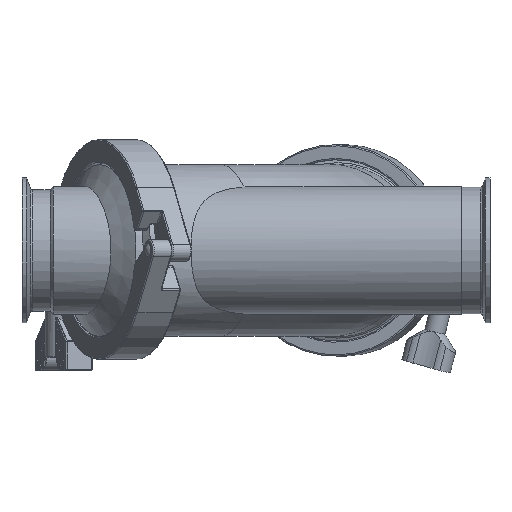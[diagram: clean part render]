
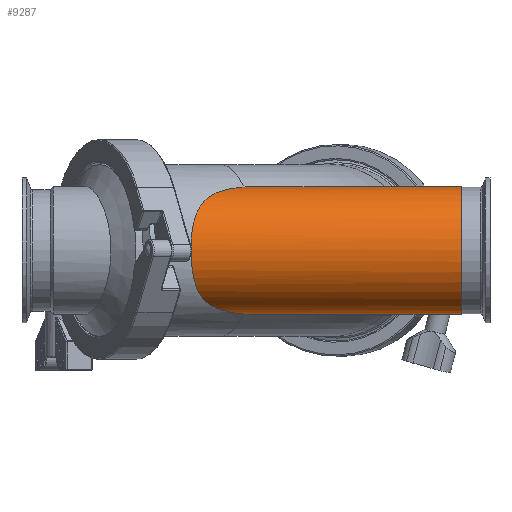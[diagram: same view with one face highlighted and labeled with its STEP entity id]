
A CAD part, front view. The second image highlights one B-rep face of the part: STEP entity #9287.
In plain terms, the highlighted cylindrical face has radius 40.15 mm (diameter 80.3 mm), a full revolution.
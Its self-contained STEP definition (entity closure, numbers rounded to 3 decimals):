
#507=B_SPLINE_CURVE_WITH_KNOTS('',3,(#14480,#14481,#14482,#14483,#14484,
#14485,#14486,#14487,#14488,#14489,#14490,#14491,#14492,#14493,#14494,#14495,
#14496,#14497,#14498,#14499,#14500,#14501,#14502,#14503,#14504,#14505,#14506,
#14507),.UNSPECIFIED.,.F.,.F.,(4,2,2,2,2,2,2,2,2,2,2,2,2,4),(-34.59,
-33.567,-32.404,-30.8,-28.807,
-27.552,-26.672,-25.871,-24.965,
-23.766,-21.858,-20.593,-19.65,
-18.857),.UNSPECIFIED.);
#509=B_SPLINE_CURVE_WITH_KNOTS('',3,(#14552,#14553,#14554,#14555,#14556,
#14557,#14558,#14559,#14560,#14561,#14562,#14563,#14564,#14565,#14566,#14567,
#14568,#14569),.UNSPECIFIED.,.F.,.F.,(4,2,2,2,2,2,2,2,4),(8.018,
8.728,9.438,10.148,10.858,12.153,
13.447,14.742,14.888),.UNSPECIFIED.);
#510=B_SPLINE_CURVE_WITH_KNOTS('',3,(#14570,#14571,#14572,#14573,#14574,
#14575,#14576,#14577,#14578,#14579,#14580,#14581,#14582,#14583,#14584,#14585,
#14586,#14587),.UNSPECIFIED.,.F.,.F.,(4,2,2,2,2,2,2,2,4),(1.149,
1.295,2.589,3.884,5.178,5.888,
6.598,7.308,8.018),.UNSPECIFIED.);
#772=FACE_OUTER_BOUND('',#1374,.T.);
#1374=EDGE_LOOP('',(#5941,#5942,#5943,#5944,#5945,#5946,#5947));
#1996=LINE('',#14551,#2475);
#2475=VECTOR('',#11456,40.15);
#2980=CIRCLE('',#10141,40.15);
#2981=CIRCLE('',#10142,40.15);
#3611=VERTEX_POINT('',#14472);
#3614=VERTEX_POINT('',#14478);
#3619=VERTEX_POINT('',#14546);
#3620=VERTEX_POINT('',#14547);
#3621=VERTEX_POINT('',#14550);
#4475=EDGE_CURVE('',#3614,#3611,#507,.T.);
#4481=EDGE_CURVE('',#3619,#3620,#2980,.T.);
#4482=EDGE_CURVE('',#3620,#3619,#2981,.T.);
#4483=EDGE_CURVE('',#3620,#3621,#1996,.T.);
#4484=EDGE_CURVE('',#3611,#3621,#509,.F.);
#4485=EDGE_CURVE('',#3621,#3614,#510,.F.);
#5941=ORIENTED_EDGE('',*,*,#4481,.F.);
#5942=ORIENTED_EDGE('',*,*,#4482,.F.);
#5943=ORIENTED_EDGE('',*,*,#4483,.T.);
#5944=ORIENTED_EDGE('',*,*,#4484,.F.);
#5945=ORIENTED_EDGE('',*,*,#4475,.F.);
#5946=ORIENTED_EDGE('',*,*,#4485,.F.);
#5947=ORIENTED_EDGE('',*,*,#4483,.F.);
#8613=CYLINDRICAL_SURFACE('',#10140,40.15);
#9287=ADVANCED_FACE('',(#772),#8613,.T.);
#10140=AXIS2_PLACEMENT_3D('',#14545,#11450,#11451);
#10141=AXIS2_PLACEMENT_3D('',#14548,#11452,#11453);
#10142=AXIS2_PLACEMENT_3D('',#14549,#11454,#11455);
#11450=DIRECTION('center_axis',(1.,0.,0.));
#11451=DIRECTION('ref_axis',(0.,1.,0.));
#11452=DIRECTION('center_axis',(1.,0.,0.));
#11453=DIRECTION('ref_axis',(0.,1.,0.));
#11454=DIRECTION('center_axis',(1.,0.,0.));
#11455=DIRECTION('ref_axis',(0.,1.,0.));
#11456=DIRECTION('',(-1.,0.,0.));
#14472=CARTESIAN_POINT('',(-38.024,-5.356,-39.791));
#14478=CARTESIAN_POINT('',(-38.024,-5.356,39.791));
#14480=CARTESIAN_POINT('Ctrl Pts',(-38.024,-5.356,
39.791));
#14481=CARTESIAN_POINT('Ctrl Pts',(-33.644,-2.918,
40.119));
#14482=CARTESIAN_POINT('Ctrl Pts',(-29.244,-0.485,
40.219));
#14483=CARTESIAN_POINT('Ctrl Pts',(-19.916,4.645,39.974));
#14484=CARTESIAN_POINT('Ctrl Pts',(-14.924,7.375,39.564));
#14485=CARTESIAN_POINT('Ctrl Pts',(-3.299,13.756,37.913));
#14486=CARTESIAN_POINT('Ctrl Pts',(3.507,17.517,36.377));
#14487=CARTESIAN_POINT('Ctrl Pts',(17.855,25.632,31.353));
#14488=CARTESIAN_POINT('Ctrl Pts',(24.415,29.48,27.747));
#14489=CARTESIAN_POINT('Ctrl Pts',(32.681,34.438,20.897));
#14490=CARTESIAN_POINT('Ctrl Pts',(35.61,36.23,17.743));
#14491=CARTESIAN_POINT('Ctrl Pts',(39.397,38.573,11.479));
#14492=CARTESIAN_POINT('Ctrl Pts',(40.601,39.326,8.652));
#14493=CARTESIAN_POINT('Ctrl Pts',(41.908,40.146,2.854));
#14494=CARTESIAN_POINT('Ctrl Pts',(42.072,40.249,0.038));
#14495=CARTESIAN_POINT('Ctrl Pts',(41.411,39.834,-5.953));
#14496=CARTESIAN_POINT('Ctrl Pts',(40.477,39.247,-8.944));
#14497=CARTESIAN_POINT('Ctrl Pts',(37.333,37.293,-15.359));
#14498=CARTESIAN_POINT('Ctrl Pts',(34.685,35.656,-18.861));
#14499=CARTESIAN_POINT('Ctrl Pts',(25.521,30.126,-27.248));
#14500=CARTESIAN_POINT('Ctrl Pts',(17.824,25.596,-31.551));
#14501=CARTESIAN_POINT('Ctrl Pts',(1.978,16.667,-36.759));
#14502=CARTESIAN_POINT('Ctrl Pts',(-4.66,13.007,-38.163));
#14503=CARTESIAN_POINT('Ctrl Pts',(-16.043,6.762,-39.671));
#14504=CARTESIAN_POINT('Ctrl Pts',(-20.962,4.071,-40.032));
#14505=CARTESIAN_POINT('Ctrl Pts',(-29.899,-0.847,
-40.204));
#14506=CARTESIAN_POINT('Ctrl Pts',(-33.982,-3.107,
-40.094));
#14507=CARTESIAN_POINT('Ctrl Pts',(-38.024,-5.356,
-39.791));
#14545=CARTESIAN_POINT('Origin',(116.35,0.,0.));
#14546=CARTESIAN_POINT('',(98.25,40.15,0.));
#14547=CARTESIAN_POINT('',(98.25,-40.15,0.));
#14548=CARTESIAN_POINT('Origin',(98.25,0.,0.));
#14549=CARTESIAN_POINT('Origin',(98.25,0.,0.));
#14550=CARTESIAN_POINT('',(-71.246,-40.15,0.));
#14551=CARTESIAN_POINT('',(116.35,-40.15,0.));
#14552=CARTESIAN_POINT('Ctrl Pts',(-71.246,-40.15,0.));
#14553=CARTESIAN_POINT('Ctrl Pts',(-71.246,-40.15,-2.366));
#14554=CARTESIAN_POINT('Ctrl Pts',(-71.165,-39.937,
-4.813));
#14555=CARTESIAN_POINT('Ctrl Pts',(-70.81,-39.045,
-9.674));
#14556=CARTESIAN_POINT('Ctrl Pts',(-70.536,-38.367,
-12.089));
#14557=CARTESIAN_POINT('Ctrl Pts',(-69.753,-36.591,
-16.71));
#14558=CARTESIAN_POINT('Ctrl Pts',(-69.244,-35.493,-18.92));
#14559=CARTESIAN_POINT('Ctrl Pts',(-67.958,-33.001,
-22.993));
#14560=CARTESIAN_POINT('Ctrl Pts',(-67.178,-31.608,
-24.855));
#14561=CARTESIAN_POINT('Ctrl Pts',(-64.621,-27.533,
-29.493));
#14562=CARTESIAN_POINT('Ctrl Pts',(-62.485,-24.646,
-31.878));
#14563=CARTESIAN_POINT('Ctrl Pts',(-57.208,-18.923,
-35.574));
#14564=CARTESIAN_POINT('Ctrl Pts',(-54.066,-16.092,
-36.891));
#14565=CARTESIAN_POINT('Ctrl Pts',(-47.108,-10.815,
-38.767));
#14566=CARTESIAN_POINT('Ctrl Pts',(-43.29,-8.354,
-39.337));
#14567=CARTESIAN_POINT('Ctrl Pts',(-38.915,-5.854,-39.722));
#14568=CARTESIAN_POINT('Ctrl Pts',(-38.47,-5.604,
-39.758));
#14569=CARTESIAN_POINT('Ctrl Pts',(-38.024,-5.356,
-39.791));
#14570=CARTESIAN_POINT('Ctrl Pts',(-38.024,-5.356,
39.791));
#14571=CARTESIAN_POINT('Ctrl Pts',(-38.47,-5.604,
39.758));
#14572=CARTESIAN_POINT('Ctrl Pts',(-38.915,-5.854,39.722));
#14573=CARTESIAN_POINT('Ctrl Pts',(-43.29,-8.354,
39.337));
#14574=CARTESIAN_POINT('Ctrl Pts',(-47.108,-10.815,
38.767));
#14575=CARTESIAN_POINT('Ctrl Pts',(-54.066,-16.092,
36.891));
#14576=CARTESIAN_POINT('Ctrl Pts',(-57.208,-18.923,
35.574));
#14577=CARTESIAN_POINT('Ctrl Pts',(-62.485,-24.646,
31.878));
#14578=CARTESIAN_POINT('Ctrl Pts',(-64.621,-27.533,
29.493));
#14579=CARTESIAN_POINT('Ctrl Pts',(-67.178,-31.608,
24.855));
#14580=CARTESIAN_POINT('Ctrl Pts',(-67.958,-33.001,
22.993));
#14581=CARTESIAN_POINT('Ctrl Pts',(-69.244,-35.493,18.92));
#14582=CARTESIAN_POINT('Ctrl Pts',(-69.753,-36.591,
16.71));
#14583=CARTESIAN_POINT('Ctrl Pts',(-70.536,-38.367,
12.089));
#14584=CARTESIAN_POINT('Ctrl Pts',(-70.81,-39.045,
9.674));
#14585=CARTESIAN_POINT('Ctrl Pts',(-71.165,-39.937,
4.813));
#14586=CARTESIAN_POINT('Ctrl Pts',(-71.246,-40.15,2.366));
#14587=CARTESIAN_POINT('Ctrl Pts',(-71.246,-40.15,0.));
